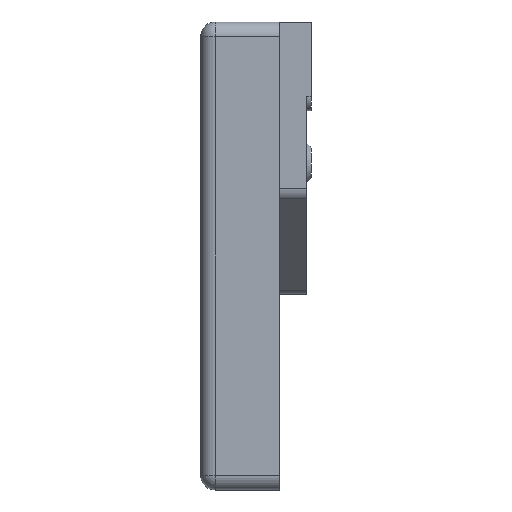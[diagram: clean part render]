
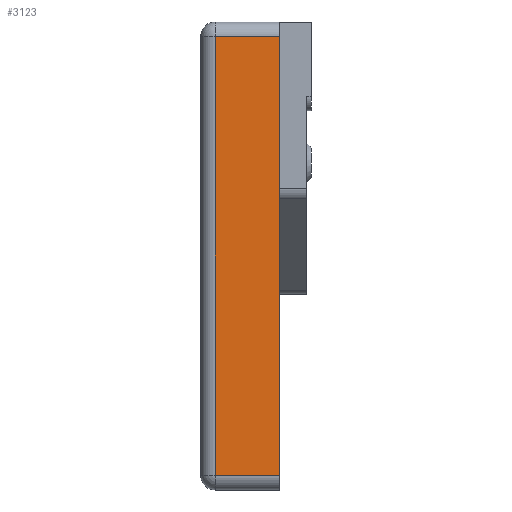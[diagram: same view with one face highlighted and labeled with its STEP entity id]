
A CAD part, left-side view. The second image highlights one B-rep face of the part: STEP entity #3123.
In plain terms, the highlighted planar face has unit normal (-1, 0, 0).
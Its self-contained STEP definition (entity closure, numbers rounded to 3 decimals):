
#85 = CARTESIAN_POINT ( 'NONE',  ( 0., 13., 95. ) ) ;
#101 = EDGE_CURVE ( 'NONE', #267, #3871, #2038, .T. ) ;
#131 = CARTESIAN_POINT ( 'NONE',  ( 0., 16., 3. ) ) ;
#190 = EDGE_CURVE ( 'NONE', #3871, #1044, #1984, .T. ) ;
#267 = VERTEX_POINT ( 'NONE', #3872 ) ;
#375 = CARTESIAN_POINT ( 'NONE',  ( 0., 0., 95. ) ) ;
#499 = VECTOR ( 'NONE', #770, 1000. ) ;
#678 = ORIENTED_EDGE ( 'NONE', *, *, #190, .T. ) ;
#770 = DIRECTION ( 'NONE',  ( 0., -1., 0. ) ) ;
#823 = PLANE ( 'NONE',  #1015 ) ;
#892 = CARTESIAN_POINT ( 'NONE',  ( 0., 0., 92. ) ) ;
#930 = FACE_OUTER_BOUND ( 'NONE', #1359, .T. ) ;
#1015 = AXIS2_PLACEMENT_3D ( 'NONE', #1778, #3961, #2101 ) ;
#1044 = VERTEX_POINT ( 'NONE', #2513 ) ;
#1131 = CARTESIAN_POINT ( 'NONE',  ( 0., 16., 92. ) ) ;
#1217 = ORIENTED_EDGE ( 'NONE', *, *, #3079, .T. ) ;
#1221 = ORIENTED_EDGE ( 'NONE', *, *, #3620, .T. ) ;
#1359 = EDGE_LOOP ( 'NONE', ( #678, #1221, #1217, #3670 ) ) ;
#1428 = LINE ( 'NONE', #85, #1523 ) ;
#1523 = VECTOR ( 'NONE', #2947, 1000. ) ;
#1540 = CARTESIAN_POINT ( 'NONE',  ( 0., 13., 3. ) ) ;
#1578 = LINE ( 'NONE', #131, #499 ) ;
#1778 = CARTESIAN_POINT ( 'NONE',  ( 0., 16., 95. ) ) ;
#1984 = LINE ( 'NONE', #1131, #3931 ) ;
#2038 = LINE ( 'NONE', #375, #3732 ) ;
#2101 = DIRECTION ( 'NONE',  ( 0., 0., -1. ) ) ;
#2513 = CARTESIAN_POINT ( 'NONE',  ( 0., 13., 92. ) ) ;
#2947 = DIRECTION ( 'NONE',  ( 0., 0., -1. ) ) ;
#3079 = EDGE_CURVE ( 'NONE', #3213, #267, #1578, .T. ) ;
#3123 = ADVANCED_FACE ( 'NONE', ( #930 ), #823, .F. ) ;
#3213 = VERTEX_POINT ( 'NONE', #1540 ) ;
#3531 = DIRECTION ( 'NONE',  ( 0., 1., 0. ) ) ;
#3620 = EDGE_CURVE ( 'NONE', #1044, #3213, #1428, .T. ) ;
#3670 = ORIENTED_EDGE ( 'NONE', *, *, #101, .T. ) ;
#3732 = VECTOR ( 'NONE', #3788, 1000. ) ;
#3788 = DIRECTION ( 'NONE',  ( 0., 0., 1. ) ) ;
#3871 = VERTEX_POINT ( 'NONE', #892 ) ;
#3872 = CARTESIAN_POINT ( 'NONE',  ( 0., 0., 3. ) ) ;
#3931 = VECTOR ( 'NONE', #3531, 1000. ) ;
#3961 = DIRECTION ( 'NONE',  ( 1., 0., 0. ) ) ;
